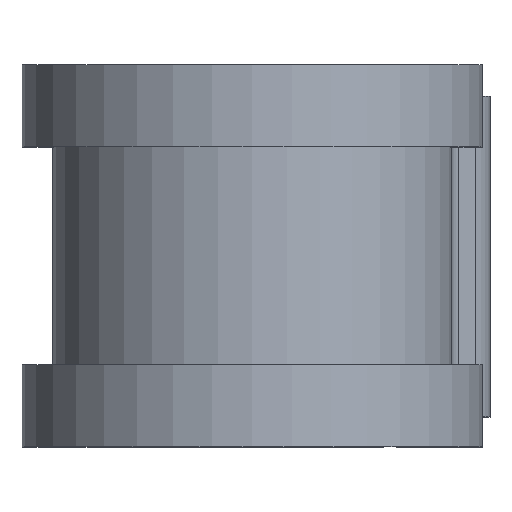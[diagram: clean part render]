
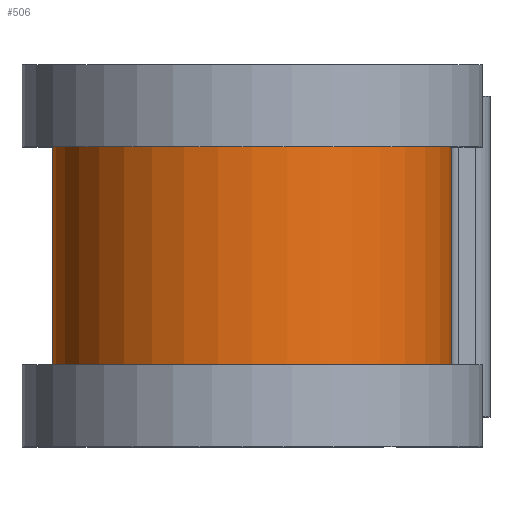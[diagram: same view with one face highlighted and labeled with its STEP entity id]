
A CAD part, top view. The second image highlights one B-rep face of the part: STEP entity #506.
In plain terms, the highlighted cylindrical face has radius 9.881 mm (diameter 19.761 mm), a partial arc.
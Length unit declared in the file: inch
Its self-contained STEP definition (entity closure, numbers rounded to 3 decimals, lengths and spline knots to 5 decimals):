
#34 = AXIS2_PLACEMENT_3D ( 'NONE', #290, #1225, #920 ) ;
#84 = DIRECTION ( 'NONE',  ( 0., -1., 0. ) ) ;
#91 = CIRCLE ( 'NONE', #1392, 0.389 ) ;
#126 = CARTESIAN_POINT ( 'NONE',  ( 0.389, -0.2125, 0. ) ) ;
#157 = EDGE_CURVE ( 'NONE', #1752, #1404, #1527, .T. ) ;
#172 = CARTESIAN_POINT ( 'NONE',  ( 0., 0.3125, -0.389 ) ) ;
#188 = CARTESIAN_POINT ( 'NONE',  ( 0., -0.2125, 0. ) ) ;
#189 = CARTESIAN_POINT ( 'NONE',  ( 0., 0.2125, -0.389 ) ) ;
#198 = FACE_OUTER_BOUND ( 'NONE', #1745, .T. ) ;
#215 = DIRECTION ( 'NONE',  ( 0., -1., 0. ) ) ;
#221 = DIRECTION ( 'NONE',  ( 0., 0., -1. ) ) ;
#246 = VECTOR ( 'NONE', #84, 39.37008 ) ;
#248 = LINE ( 'NONE', #172, #246 ) ;
#264 = CIRCLE ( 'NONE', #1071, 0.389 ) ;
#290 = CARTESIAN_POINT ( 'NONE',  ( 0., 0.3125, 0. ) ) ;
#506 = ADVANCED_FACE ( 'NONE', ( #198 ), #637, .T. ) ;
#572 = CARTESIAN_POINT ( 'NONE',  ( 0., 0.2125, 0. ) ) ;
#581 = DIRECTION ( 'NONE',  ( 0., -1., 0. ) ) ;
#588 = DIRECTION ( 'NONE',  ( 0., 0., -1. ) ) ;
#637 = CYLINDRICAL_SURFACE ( 'NONE', #34, 0.389 ) ;
#655 = EDGE_CURVE ( 'NONE', #1404, #988, #264, .T. ) ;
#663 = EDGE_CURVE ( 'NONE', #995, #988, #248, .T. ) ;
#750 = EDGE_CURVE ( 'NONE', #1752, #995, #91, .T. ) ;
#817 = ORIENTED_EDGE ( 'NONE', *, *, #655, .F. ) ;
#882 = ORIENTED_EDGE ( 'NONE', *, *, #750, .T. ) ;
#920 = DIRECTION ( 'NONE',  ( 0., 0., -1. ) ) ;
#988 = VERTEX_POINT ( 'NONE', #1090 ) ;
#995 = VERTEX_POINT ( 'NONE', #189 ) ;
#1050 = ORIENTED_EDGE ( 'NONE', *, *, #157, .F. ) ;
#1071 = AXIS2_PLACEMENT_3D ( 'NONE', #188, #215, #221 ) ;
#1090 = CARTESIAN_POINT ( 'NONE',  ( 0., -0.2125, -0.389 ) ) ;
#1095 = CARTESIAN_POINT ( 'NONE',  ( 0.389, 0.2125, 0. ) ) ;
#1225 = DIRECTION ( 'NONE',  ( 0., -1., 0. ) ) ;
#1392 = AXIS2_PLACEMENT_3D ( 'NONE', #572, #581, #588 ) ;
#1404 = VERTEX_POINT ( 'NONE', #126 ) ;
#1440 = DIRECTION ( 'NONE',  ( 0., -1., 0. ) ) ;
#1479 = CARTESIAN_POINT ( 'NONE',  ( 0.389, 0.3125, 0. ) ) ;
#1508 = VECTOR ( 'NONE', #1440, 39.37008 ) ;
#1527 = LINE ( 'NONE', #1479, #1508 ) ;
#1668 = ORIENTED_EDGE ( 'NONE', *, *, #663, .T. ) ;
#1745 = EDGE_LOOP ( 'NONE', ( #1050, #882, #1668, #817 ) ) ;
#1752 = VERTEX_POINT ( 'NONE', #1095 ) ;
